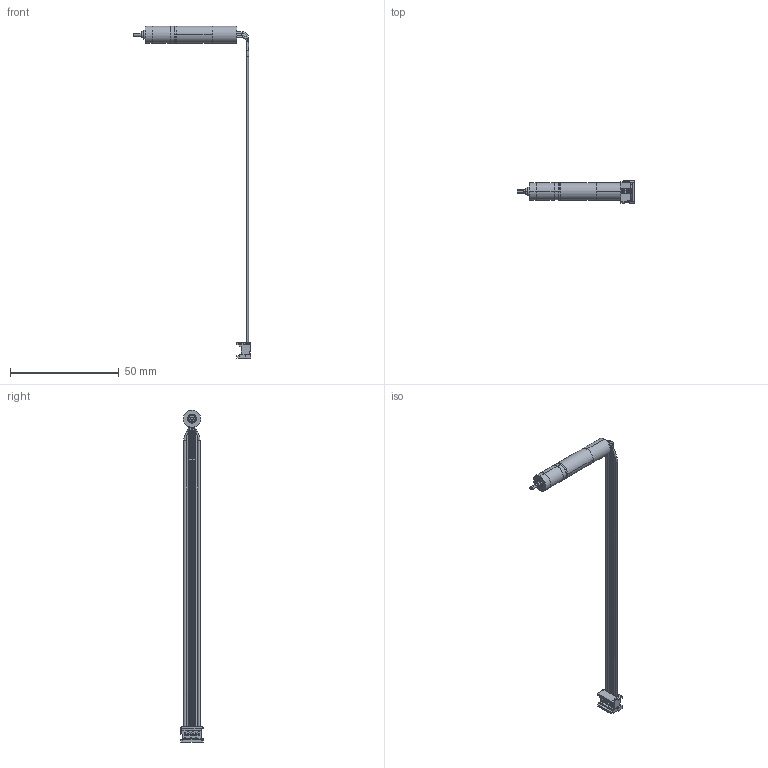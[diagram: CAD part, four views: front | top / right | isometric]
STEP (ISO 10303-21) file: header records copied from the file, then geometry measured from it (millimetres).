
FILE_DESCRIPTION((''),'2;1');
FILE_NAME('4696320000841_SW0002','2023-04-28T15:27:32',('BU5.RD'),(''),'CREO PARAMETRIC BY PTC INC, 2018100','CREO PARAMETRIC BY PTC INC, 2018100','');
FILE_SCHEMA(('CONFIG_CONTROL_DESIGN'));
Length unit declared in the file: millimetre
Products named in the file (1): 4696320000841_SW0002
Bounding box: 54.08 x 10.13 x 152.43 mm (x, y, z)
Volume: 3055.5 mm3; surface area: 4466.9 mm2
Topology: 1 solids, 2 shells, 520 faces, 1425 edges, 918 vertices
Faces by surface type: plane 337, cylinder 130, bspline 25, cone 15, torus 13
Entity records: 17444 total; most frequent: CARTESIAN_POINT 4301, ORIENTED_EDGE 2842, DIRECTION 2530, EDGE_CURVE 1421, VECTOR 1060, LINE 1060, VERTEX_POINT 916, AXIS2_PLACEMENT_3D 735
